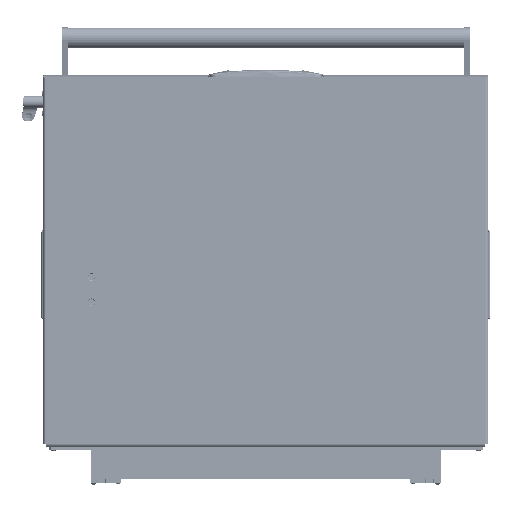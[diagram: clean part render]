
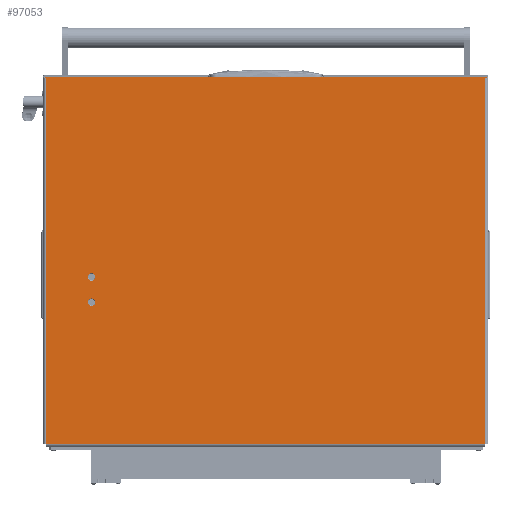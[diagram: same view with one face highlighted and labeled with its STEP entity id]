
A CAD part, front view. The second image highlights one B-rep face of the part: STEP entity #97053.
In plain terms, the highlighted face is planar.
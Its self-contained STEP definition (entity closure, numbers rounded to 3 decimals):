
#587 = CARTESIAN_POINT ( 'NONE',  ( 275., 545., 0. ) ) ;
#2087 = CARTESIAN_POINT ( 'NONE',  ( 304.8, 545., 0. ) ) ;
#2115 = VECTOR ( 'NONE', #140604, 1000. ) ;
#4931 = DIRECTION ( 'NONE',  ( 0., 1., 0. ) ) ;
#6484 = ORIENTED_EDGE ( 'NONE', *, *, #30318, .F. ) ;
#6600 = DIRECTION ( 'NONE',  ( 1., 0., 0. ) ) ;
#7050 = ORIENTED_EDGE ( 'NONE', *, *, #33087, .T. ) ;
#7510 = CARTESIAN_POINT ( 'NONE',  ( 269.8, 545., 0. ) ) ;
#9178 = EDGE_CURVE ( 'NONE', #80552, #127708, #123814, .T. ) ;
#9356 = CARTESIAN_POINT ( 'NONE',  ( 0., 0., 0. ) ) ;
#10748 = VERTEX_POINT ( 'NONE', #103788 ) ;
#14619 = LINE ( 'NONE', #96594, #36807 ) ;
#15918 = CARTESIAN_POINT ( 'NONE',  ( 0., 608., 0. ) ) ;
#15967 = CARTESIAN_POINT ( 'NONE',  ( 506., 0., 0. ) ) ;
#16866 = CARTESIAN_POINT ( 'NONE',  ( 0., -4., 0. ) ) ;
#19853 = VERTEX_POINT ( 'NONE', #116494 ) ;
#20040 = ORIENTED_EDGE ( 'NONE', *, *, #36601, .F. ) ;
#21058 = LINE ( 'NONE', #16866, #73887 ) ;
#21190 = DIRECTION ( 'NONE',  ( -1., 0., 0. ) ) ;
#22052 = CARTESIAN_POINT ( 'NONE',  ( -2., -4., 0. ) ) ;
#22781 = CARTESIAN_POINT ( 'NONE',  ( 310., 545., 0. ) ) ;
#23890 = VERTEX_POINT ( 'NONE', #15967 ) ;
#24498 = LINE ( 'NONE', #116352, #135624 ) ;
#27395 = DIRECTION ( 'NONE',  ( -1., 0., 0. ) ) ;
#30318 = EDGE_CURVE ( 'NONE', #10748, #114198, #110602, .T. ) ;
#30695 = ORIENTED_EDGE ( 'NONE', *, *, #90674, .F. ) ;
#33087 = EDGE_CURVE ( 'NONE', #50255, #85972, #24498, .T. ) ;
#33164 = DIRECTION ( 'NONE',  ( 0., -1., 0. ) ) ;
#33415 = ORIENTED_EDGE ( 'NONE', *, *, #72690, .F. ) ;
#35069 = FACE_OUTER_BOUND ( 'NONE', #89614, .T. ) ;
#35555 = CIRCLE ( 'NONE', #95833, 5.2 ) ;
#35751 = ORIENTED_EDGE ( 'NONE', *, *, #113734, .F. ) ;
#36601 = EDGE_CURVE ( 'NONE', #100159, #19853, #114345, .T. ) ;
#36807 = VECTOR ( 'NONE', #53690, 1000. ) ;
#37507 = DIRECTION ( 'NONE',  ( -1., 0., 0. ) ) ;
#41114 = CIRCLE ( 'NONE', #131890, 5.2 ) ;
#44669 = EDGE_LOOP ( 'NONE', ( #33415, #6484 ) ) ;
#44719 = CARTESIAN_POINT ( 'NONE',  ( 0., -2., 0. ) ) ;
#45756 = DIRECTION ( 'NONE',  ( 0., 0., -1. ) ) ;
#46253 = DIRECTION ( 'NONE',  ( 0., 0., -1. ) ) ;
#47014 = VECTOR ( 'NONE', #21190, 1000. ) ;
#50255 = VERTEX_POINT ( 'NONE', #83834 ) ;
#51060 = CARTESIAN_POINT ( 'NONE',  ( -2., -2., 0. ) ) ;
#53632 = DIRECTION ( 'NONE',  ( 0., 1., 0. ) ) ;
#53690 = DIRECTION ( 'NONE',  ( 0., 1., 0. ) ) ;
#54270 = VECTOR ( 'NONE', #53632, 1000. ) ;
#55221 = LINE ( 'NONE', #78400, #128652 ) ;
#57738 = AXIS2_PLACEMENT_3D ( 'NONE', #123074, #46253, #68968 ) ;
#60487 = FACE_BOUND ( 'NONE', #44669, .T. ) ;
#62812 = ORIENTED_EDGE ( 'NONE', *, *, #120632, .T. ) ;
#63462 = DIRECTION ( 'NONE',  ( 0., 0., -1. ) ) ;
#68030 = DIRECTION ( 'NONE',  ( -1., 0., 0. ) ) ;
#68190 = VERTEX_POINT ( 'NONE', #83424 ) ;
#68968 = DIRECTION ( 'NONE',  ( -1., 0., 0. ) ) ;
#72690 = EDGE_CURVE ( 'NONE', #114198, #10748, #35555, .T. ) ;
#73454 = ORIENTED_EDGE ( 'NONE', *, *, #9178, .T. ) ;
#73887 = VECTOR ( 'NONE', #4931, 1000. ) ;
#74628 = LINE ( 'NONE', #15918, #101962 ) ;
#75075 = CARTESIAN_POINT ( 'NONE',  ( 0., 0., 0. ) ) ;
#76911 = EDGE_CURVE ( 'NONE', #68190, #99407, #74628, .T. ) ;
#78400 = CARTESIAN_POINT ( 'NONE',  ( 506., 608., 0. ) ) ;
#79875 = EDGE_LOOP ( 'NONE', ( #20040, #30695 ) ) ;
#80552 = VERTEX_POINT ( 'NONE', #44719 ) ;
#80699 = LINE ( 'NONE', #75075, #2115 ) ;
#82599 = FACE_BOUND ( 'NONE', #79875, .T. ) ;
#83424 = CARTESIAN_POINT ( 'NONE',  ( 506., 608., 0. ) ) ;
#83834 = CARTESIAN_POINT ( 'NONE',  ( -2., 610., 0. ) ) ;
#84219 = AXIS2_PLACEMENT_3D ( 'NONE', #119755, #63462, #86324 ) ;
#85972 = VERTEX_POINT ( 'NONE', #98890 ) ;
#86324 = DIRECTION ( 'NONE',  ( -1., 0., 0. ) ) ;
#88999 = CARTESIAN_POINT ( 'NONE',  ( 0., 608., 0. ) ) ;
#89594 = PLANE ( 'NONE',  #57738 ) ;
#89614 = EDGE_LOOP ( 'NONE', ( #103416, #73454, #92211, #7050, #113230, #93331, #62812, #35751 ) ) ;
#90674 = EDGE_CURVE ( 'NONE', #19853, #100159, #41114, .T. ) ;
#92211 = ORIENTED_EDGE ( 'NONE', *, *, #107609, .T. ) ;
#93279 = CARTESIAN_POINT ( 'NONE',  ( 275., 545., 0. ) ) ;
#93331 = ORIENTED_EDGE ( 'NONE', *, *, #76911, .F. ) ;
#95833 = AXIS2_PLACEMENT_3D ( 'NONE', #22781, #45756, #68030 ) ;
#96594 = CARTESIAN_POINT ( 'NONE',  ( 0., -4., 0. ) ) ;
#97053 = ADVANCED_FACE ( 'NONE', ( #82599, #60487, #35069 ), #89594, .T. ) ;
#97954 = DIRECTION ( 'NONE',  ( -1., 0., 0. ) ) ;
#98016 = CARTESIAN_POINT ( 'NONE',  ( 0., -2., 0. ) ) ;
#98890 = CARTESIAN_POINT ( 'NONE',  ( 0., 610., 0. ) ) ;
#99407 = VERTEX_POINT ( 'NONE', #88999 ) ;
#100159 = VERTEX_POINT ( 'NONE', #7510 ) ;
#101962 = VECTOR ( 'NONE', #27395, 1000. ) ;
#103416 = ORIENTED_EDGE ( 'NONE', *, *, #120834, .F. ) ;
#103788 = CARTESIAN_POINT ( 'NONE',  ( 315.2, 545., 0. ) ) ;
#107186 = LINE ( 'NONE', #22052, #54270 ) ;
#107609 = EDGE_CURVE ( 'NONE', #127708, #50255, #107186, .T. ) ;
#110602 = CIRCLE ( 'NONE', #84219, 5.2 ) ;
#112038 = EDGE_CURVE ( 'NONE', #99407, #85972, #14619, .T. ) ;
#113230 = ORIENTED_EDGE ( 'NONE', *, *, #112038, .F. ) ;
#113734 = EDGE_CURVE ( 'NONE', #115668, #23890, #80699, .T. ) ;
#114198 = VERTEX_POINT ( 'NONE', #2087 ) ;
#114345 = CIRCLE ( 'NONE', #137470, 5.2 ) ;
#115668 = VERTEX_POINT ( 'NONE', #9356 ) ;
#116352 = CARTESIAN_POINT ( 'NONE',  ( 0., 610., 0. ) ) ;
#116494 = CARTESIAN_POINT ( 'NONE',  ( 280.2, 545., 0. ) ) ;
#119755 = CARTESIAN_POINT ( 'NONE',  ( 310., 545., 0. ) ) ;
#120632 = EDGE_CURVE ( 'NONE', #68190, #23890, #55221, .T. ) ;
#120834 = EDGE_CURVE ( 'NONE', #80552, #115668, #21058, .T. ) ;
#123074 = CARTESIAN_POINT ( 'NONE',  ( 0., 608., 0. ) ) ;
#123814 = LINE ( 'NONE', #98016, #47014 ) ;
#127708 = VERTEX_POINT ( 'NONE', #51060 ) ;
#128652 = VECTOR ( 'NONE', #33164, 1000. ) ;
#131890 = AXIS2_PLACEMENT_3D ( 'NONE', #93279, #135377, #37507 ) ;
#135377 = DIRECTION ( 'NONE',  ( 0., 0., -1. ) ) ;
#135624 = VECTOR ( 'NONE', #6600, 1000. ) ;
#137470 = AXIS2_PLACEMENT_3D ( 'NONE', #587, #139572, #97954 ) ;
#139572 = DIRECTION ( 'NONE',  ( 0., 0., -1. ) ) ;
#140604 = DIRECTION ( 'NONE',  ( 1., 0., 0. ) ) ;
